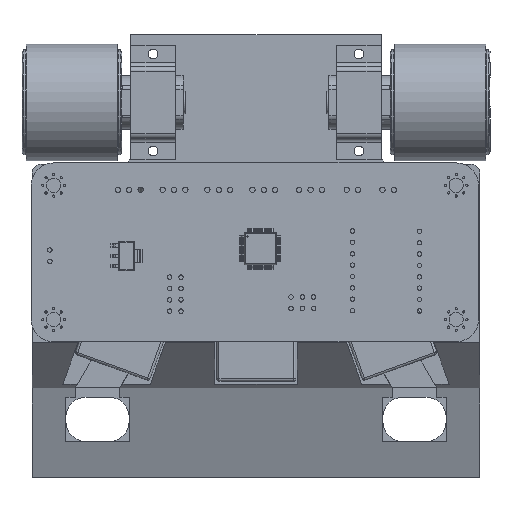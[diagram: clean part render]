
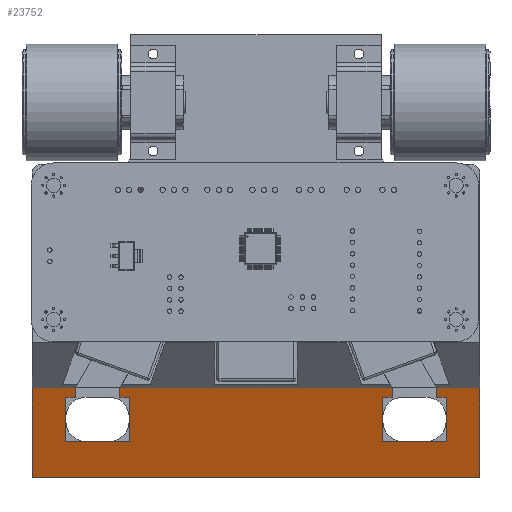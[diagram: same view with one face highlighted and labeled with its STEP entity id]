
A CAD part, top view. The second image highlights one B-rep face of the part: STEP entity #23752.
In plain terms, the highlighted planar face has unit normal (0, -0.342, 0.94).
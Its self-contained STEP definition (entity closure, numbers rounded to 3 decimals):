
#2642=PLANE('',#26061);
#3913=FACE_OUTER_BOUND('',#5456,.T.);
#5456=EDGE_LOOP('',(#22138,#22139,#22140,#22141,#22142,#22143,#22144,#22145,
#22146,#22147,#22148,#22149,#22150,#22151,#22152,#22153,#22154,#22155,#22156,
#22157));
#7371=LINE('',#43508,#9512);
#7381=LINE('',#43533,#9522);
#7427=LINE('',#43656,#9568);
#7456=LINE('',#43719,#9597);
#7489=LINE('',#43794,#9630);
#7493=LINE('',#43804,#9634);
#7496=LINE('',#43810,#9637);
#7502=LINE('',#43822,#9643);
#7505=LINE('',#43828,#9646);
#7508=LINE('',#43834,#9649);
#7513=LINE('',#43843,#9654);
#7518=LINE('',#43855,#9659);
#7523=LINE('',#43864,#9664);
#7544=LINE('',#43926,#9685);
#7549=LINE('',#43937,#9690);
#7553=LINE('',#43946,#9694);
#7555=LINE('',#43955,#9696);
#7563=LINE('',#43970,#9704);
#7567=LINE('',#43979,#9708);
#7568=LINE('',#43983,#9709);
#9512=VECTOR('',#31909,10.);
#9522=VECTOR('',#31927,10.);
#9568=VECTOR('',#32033,10.);
#9597=VECTOR('',#32092,10.);
#9630=VECTOR('',#32173,10.);
#9634=VECTOR('',#32183,10.);
#9637=VECTOR('',#32188,10.);
#9643=VECTOR('',#32198,10.);
#9646=VECTOR('',#32203,10.);
#9649=VECTOR('',#32208,10.);
#9654=VECTOR('',#32215,10.);
#9659=VECTOR('',#32224,10.);
#9664=VECTOR('',#32231,10.);
#9685=VECTOR('',#32288,10.);
#9690=VECTOR('',#32299,10.);
#9694=VECTOR('',#32309,10.);
#9696=VECTOR('',#32321,10.);
#9704=VECTOR('',#32335,10.);
#9708=VECTOR('',#32345,10.);
#9709=VECTOR('',#32352,10.);
#12572=VERTEX_POINT('',#43505);
#12573=VERTEX_POINT('',#43507);
#12583=VERTEX_POINT('',#43530);
#12584=VERTEX_POINT('',#43532);
#12606=VERTEX_POINT('',#43593);
#12631=VERTEX_POINT('',#43655);
#12642=VERTEX_POINT('',#43694);
#12650=VERTEX_POINT('',#43717);
#12671=VERTEX_POINT('',#43803);
#12673=VERTEX_POINT('',#43809);
#12677=VERTEX_POINT('',#43821);
#12679=VERTEX_POINT('',#43827);
#12681=VERTEX_POINT('',#43833);
#12684=VERTEX_POINT('',#43841);
#12689=VERTEX_POINT('',#43854);
#12692=VERTEX_POINT('',#43862);
#12715=VERTEX_POINT('',#43924);
#12718=VERTEX_POINT('',#43935);
#12722=VERTEX_POINT('',#43954);
#12726=VERTEX_POINT('',#43968);
#15661=EDGE_CURVE('',#12572,#12573,#7371,.T.);
#15673=EDGE_CURVE('',#12583,#12584,#7381,.T.);
#15735=EDGE_CURVE('',#12584,#12631,#7427,.T.);
#15766=EDGE_CURVE('',#12650,#12572,#7456,.T.);
#15803=EDGE_CURVE('',#12606,#12642,#7489,.T.);
#15807=EDGE_CURVE('',#12671,#12631,#7493,.T.);
#15810=EDGE_CURVE('',#12606,#12673,#7496,.T.);
#15816=EDGE_CURVE('',#12677,#12642,#7502,.T.);
#15819=EDGE_CURVE('',#12650,#12679,#7505,.T.);
#15822=EDGE_CURVE('',#12681,#12671,#7508,.T.);
#15827=EDGE_CURVE('',#12673,#12684,#7513,.T.);
#15832=EDGE_CURVE('',#12689,#12677,#7518,.T.);
#15837=EDGE_CURVE('',#12679,#12692,#7523,.T.);
#15867=EDGE_CURVE('',#12692,#12715,#7544,.T.);
#15873=EDGE_CURVE('',#12715,#12718,#7549,.T.);
#15878=EDGE_CURVE('',#12718,#12689,#7553,.T.);
#15882=EDGE_CURVE('',#12722,#12681,#7555,.T.);
#15891=EDGE_CURVE('',#12684,#12726,#7563,.T.);
#15896=EDGE_CURVE('',#12726,#12722,#7567,.T.);
#15898=EDGE_CURVE('',#12583,#12573,#7568,.T.);
#22138=ORIENTED_EDGE('',*,*,#15810,.T.);
#22139=ORIENTED_EDGE('',*,*,#15827,.T.);
#22140=ORIENTED_EDGE('',*,*,#15891,.T.);
#22141=ORIENTED_EDGE('',*,*,#15896,.T.);
#22142=ORIENTED_EDGE('',*,*,#15882,.T.);
#22143=ORIENTED_EDGE('',*,*,#15822,.T.);
#22144=ORIENTED_EDGE('',*,*,#15807,.T.);
#22145=ORIENTED_EDGE('',*,*,#15735,.F.);
#22146=ORIENTED_EDGE('',*,*,#15673,.F.);
#22147=ORIENTED_EDGE('',*,*,#15898,.T.);
#22148=ORIENTED_EDGE('',*,*,#15661,.F.);
#22149=ORIENTED_EDGE('',*,*,#15766,.F.);
#22150=ORIENTED_EDGE('',*,*,#15819,.T.);
#22151=ORIENTED_EDGE('',*,*,#15837,.T.);
#22152=ORIENTED_EDGE('',*,*,#15867,.T.);
#22153=ORIENTED_EDGE('',*,*,#15873,.T.);
#22154=ORIENTED_EDGE('',*,*,#15878,.T.);
#22155=ORIENTED_EDGE('',*,*,#15832,.T.);
#22156=ORIENTED_EDGE('',*,*,#15816,.T.);
#22157=ORIENTED_EDGE('',*,*,#15803,.F.);
#23752=ADVANCED_FACE('',(#3913),#2642,.T.);
#26061=AXIS2_PLACEMENT_3D('',#43982,#32350,#32351);
#31909=DIRECTION('',(0.,-0.94,-0.342));
#31927=DIRECTION('',(0.,0.94,0.342));
#32033=DIRECTION('',(1.,0.,0.));
#32092=DIRECTION('',(1.,0.,0.));
#32173=DIRECTION('',(1.,0.,0.));
#32183=DIRECTION('',(0.,0.94,0.342));
#32188=DIRECTION('',(0.,-0.94,-0.342));
#32198=DIRECTION('',(0.,0.94,0.342));
#32203=DIRECTION('',(0.,-0.94,-0.342));
#32208=DIRECTION('',(1.,0.,0.));
#32215=DIRECTION('',(1.,0.,0.));
#32224=DIRECTION('',(1.,0.,0.));
#32231=DIRECTION('',(1.,0.,0.));
#32288=DIRECTION('',(0.,-0.94,-0.342));
#32299=DIRECTION('',(-1.,0.,0.));
#32309=DIRECTION('',(0.,0.94,0.342));
#32321=DIRECTION('',(0.,0.94,0.342));
#32335=DIRECTION('',(0.,-0.94,-0.342));
#32345=DIRECTION('',(-1.,0.,0.));
#32350=DIRECTION('center_axis',(0.,-0.342,0.94));
#32351=DIRECTION('ref_axis',(0.,-0.94,-0.342));
#32352=DIRECTION('',(1.,0.,0.));
#43505=CARTESIAN_POINT('',(50.,-29.,7.279));
#43507=CARTESIAN_POINT('',(50.,-49.,0.));
#43508=CARTESIAN_POINT('',(50.,-41.782,2.627));
#43530=CARTESIAN_POINT('',(-50.,-49.,0.));
#43532=CARTESIAN_POINT('',(-50.,-29.,7.279));
#43533=CARTESIAN_POINT('',(-50.,-13.084,13.072));
#43593=CARTESIAN_POINT('',(-30.425,-29.,7.279));
#43655=CARTESIAN_POINT('',(-40.425,-29.,7.279));
#43656=CARTESIAN_POINT('',(-50.,-29.,7.279));
#43694=CARTESIAN_POINT('',(30.425,-29.,7.279));
#43717=CARTESIAN_POINT('',(40.425,-29.,7.279));
#43719=CARTESIAN_POINT('',(-50.,-29.,7.279));
#43794=CARTESIAN_POINT('',(-50.,-29.,7.279));
#43803=CARTESIAN_POINT('',(-40.425,-31.05,6.533));
#43804=CARTESIAN_POINT('',(-40.425,-30.786,6.629));
#43809=CARTESIAN_POINT('',(-30.425,-31.05,6.533));
#43810=CARTESIAN_POINT('',(-30.425,-29.179,7.214));
#43821=CARTESIAN_POINT('',(30.425,-31.05,6.533));
#43822=CARTESIAN_POINT('',(30.425,-30.786,6.629));
#43827=CARTESIAN_POINT('',(40.425,-31.05,6.533));
#43828=CARTESIAN_POINT('',(40.425,-29.179,7.214));
#43833=CARTESIAN_POINT('',(-42.5,-31.05,6.533));
#43834=CARTESIAN_POINT('',(-39.175,-31.05,6.533));
#43841=CARTESIAN_POINT('',(-28.35,-31.05,6.533));
#43843=CARTESIAN_POINT('',(-39.175,-31.05,6.533));
#43854=CARTESIAN_POINT('',(28.35,-31.05,6.533));
#43855=CARTESIAN_POINT('',(-3.75,-31.05,6.533));
#43862=CARTESIAN_POINT('',(42.5,-31.05,6.533));
#43864=CARTESIAN_POINT('',(-3.75,-31.05,6.533));
#43924=CARTESIAN_POINT('',(42.5,-41.,2.912));
#43926=CARTESIAN_POINT('',(42.5,-35.179,5.031));
#43935=CARTESIAN_POINT('',(28.35,-41.,2.912));
#43937=CARTESIAN_POINT('',(-10.825,-41.,2.912));
#43946=CARTESIAN_POINT('',(28.35,-30.786,6.629));
#43954=CARTESIAN_POINT('',(-42.5,-41.,2.912));
#43955=CARTESIAN_POINT('',(-42.5,-30.786,6.629));
#43968=CARTESIAN_POINT('',(-28.35,-41.,2.912));
#43970=CARTESIAN_POINT('',(-28.35,-35.179,5.031));
#43979=CARTESIAN_POINT('',(-46.25,-41.,2.912));
#43982=CARTESIAN_POINT('Origin',(-50.,-29.,7.279));
#43983=CARTESIAN_POINT('',(-50.,-49.,0.));
